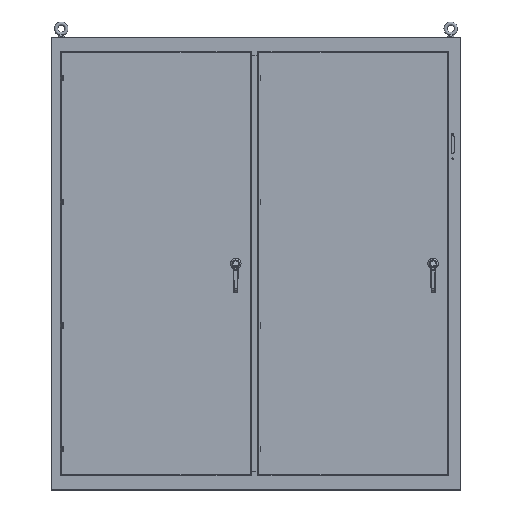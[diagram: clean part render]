
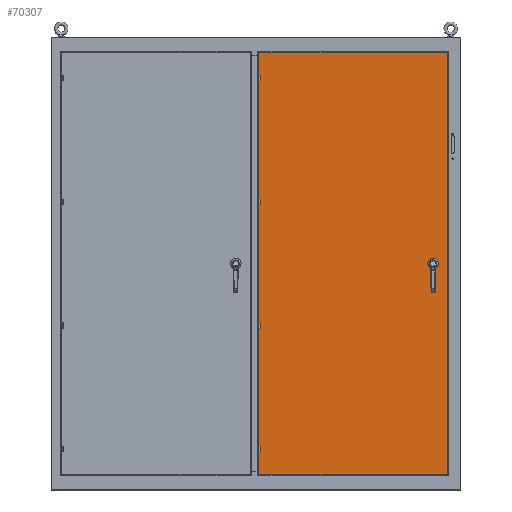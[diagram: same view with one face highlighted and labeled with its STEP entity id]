
A CAD part, top view. The second image highlights one B-rep face of the part: STEP entity #70307.
In plain terms, the highlighted planar face has unit normal (0, 0, 1).
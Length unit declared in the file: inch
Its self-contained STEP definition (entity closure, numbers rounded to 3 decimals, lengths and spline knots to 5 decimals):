
#6969 = FACE_BOUND ( 'NONE', #315326, .T. ) ;
#7372 = DIRECTION ( 'NONE',  ( -1., 0., 0. ) ) ;
#18364 = VECTOR ( 'NONE', #31175, 39.37008 ) ;
#18876 = LINE ( 'NONE', #41465, #119083 ) ;
#21392 = CARTESIAN_POINT ( 'NONE',  ( 36.4247, -40.1122, 10.058 ) ) ;
#22636 = LINE ( 'NONE', #128218, #88554 ) ;
#25309 = EDGE_CURVE ( 'NONE', #298568, #276304, #18876, .T. ) ;
#27772 = EDGE_CURVE ( 'NONE', #276304, #136794, #287839, .T. ) ;
#31175 = DIRECTION ( 'NONE',  ( 1., 0., 0. ) ) ;
#35286 = ORIENTED_EDGE ( 'NONE', *, *, #183037, .T. ) ;
#37170 = CIRCLE ( 'NONE', #180758, 0.22146 ) ;
#41461 = FACE_OUTER_BOUND ( 'NONE', #120150, .T. ) ;
#41465 = CARTESIAN_POINT ( 'NONE',  ( 0.51289, 0., 10.058 ) ) ;
#44700 = AXIS2_PLACEMENT_3D ( 'NONE', #250903, #224965, #65768 ) ;
#65768 = DIRECTION ( 'NONE',  ( -1., 0., 0. ) ) ;
#70307 = ADVANCED_FACE ( 'NONE', ( #6969, #41461 ), #273452, .F. ) ;
#83628 = VERTEX_POINT ( 'NONE', #209061 ) ;
#88554 = VECTOR ( 'NONE', #233778, 39.37008 ) ;
#102594 = EDGE_CURVE ( 'NONE', #280977, #280977, #37170, .T. ) ;
#109085 = CARTESIAN_POINT ( 'NONE',  ( 18.4688, -40.1122, 10.058 ) ) ;
#119083 = VECTOR ( 'NONE', #197342, 39.37008 ) ;
#120150 = EDGE_LOOP ( 'NONE', ( #233181, #149105, #220899, #35286 ) ) ;
#122767 = EDGE_CURVE ( 'NONE', #136794, #83628, #22636, .T. ) ;
#128218 = CARTESIAN_POINT ( 'NONE',  ( 36.4247, 0., 10.058 ) ) ;
#136794 = VERTEX_POINT ( 'NONE', #21392 ) ;
#142373 = CARTESIAN_POINT ( 'NONE',  ( 33.65699, 0., 10.058 ) ) ;
#146763 = LINE ( 'NONE', #257398, #235106 ) ;
#149105 = ORIENTED_EDGE ( 'NONE', *, *, #27772, .T. ) ;
#180758 = AXIS2_PLACEMENT_3D ( 'NONE', #142373, #298091, #7372 ) ;
#183037 = EDGE_CURVE ( 'NONE', #83628, #298568, #146763, .T. ) ;
#197342 = DIRECTION ( 'NONE',  ( 0., -1., 0. ) ) ;
#198851 = CARTESIAN_POINT ( 'NONE',  ( 0.51289, 40.1122, 10.058 ) ) ;
#200434 = DIRECTION ( 'NONE',  ( -1., 0., 0. ) ) ;
#209061 = CARTESIAN_POINT ( 'NONE',  ( 36.4247, 40.1122, 10.058 ) ) ;
#220899 = ORIENTED_EDGE ( 'NONE', *, *, #122767, .T. ) ;
#224965 = DIRECTION ( 'NONE',  ( 0., 0., -1. ) ) ;
#233181 = ORIENTED_EDGE ( 'NONE', *, *, #25309, .T. ) ;
#233778 = DIRECTION ( 'NONE',  ( 0., 1., 0. ) ) ;
#235106 = VECTOR ( 'NONE', #200434, 39.37008 ) ;
#250903 = CARTESIAN_POINT ( 'NONE',  ( 18.4688, 0., 10.058 ) ) ;
#255029 = CARTESIAN_POINT ( 'NONE',  ( 33.43553, 0., 10.058 ) ) ;
#257398 = CARTESIAN_POINT ( 'NONE',  ( 18.4688, 40.1122, 10.058 ) ) ;
#273452 = PLANE ( 'NONE',  #44700 ) ;
#276304 = VERTEX_POINT ( 'NONE', #289833 ) ;
#280977 = VERTEX_POINT ( 'NONE', #255029 ) ;
#287839 = LINE ( 'NONE', #109085, #18364 ) ;
#289833 = CARTESIAN_POINT ( 'NONE',  ( 0.51289, -40.1122, 10.058 ) ) ;
#298091 = DIRECTION ( 'NONE',  ( 0., 0., -1. ) ) ;
#298568 = VERTEX_POINT ( 'NONE', #198851 ) ;
#315326 = EDGE_LOOP ( 'NONE', ( #321443 ) ) ;
#321443 = ORIENTED_EDGE ( 'NONE', *, *, #102594, .T. ) ;
